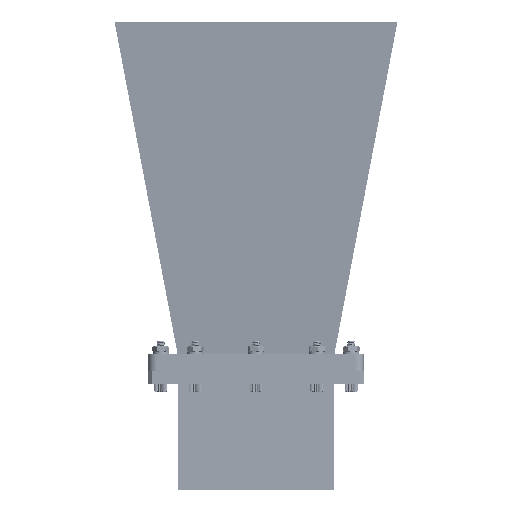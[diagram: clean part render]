
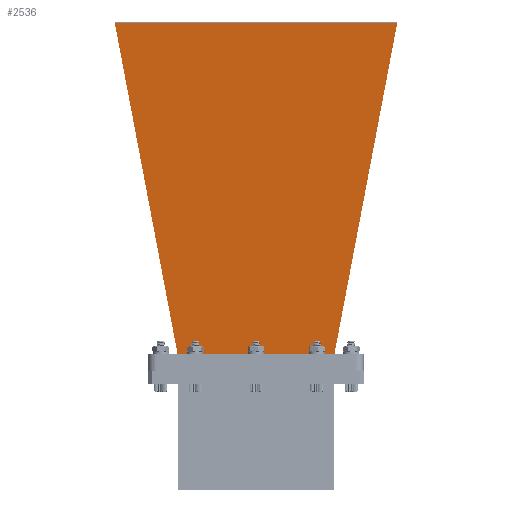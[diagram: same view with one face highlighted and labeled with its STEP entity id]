
A CAD part, front view. The second image highlights one B-rep face of the part: STEP entity #2536.
In plain terms, the highlighted face is planar.
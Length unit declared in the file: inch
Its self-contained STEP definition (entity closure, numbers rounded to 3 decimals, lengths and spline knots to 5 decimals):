
#495 = CARTESIAN_POINT ( 'NONE',  ( -4.15137, 10.23045, 2.12346 ) ) ;
#966 = CARTESIAN_POINT ( 'NONE',  ( 13.30541, 10.23045, 2.12346 ) ) ;
#1478 = ORIENTED_EDGE ( 'NONE', *, *, #5670, .T. ) ;
#1576 = LINE ( 'NONE', #4118, #1698 ) ;
#1698 = VECTOR ( 'NONE', #6976, 39.37008 ) ;
#2536 = ADVANCED_FACE ( 'NONE', ( #12532 ), #16383, .F. ) ;
#2706 = DIRECTION ( 'NONE',  ( 0.186, 0.978, 0.093 ) ) ;
#3035 = VERTEX_POINT ( 'NONE', #495 ) ;
#3201 = LINE ( 'NONE', #12416, #13369 ) ;
#4118 = CARTESIAN_POINT ( 'NONE',  ( 13.30541, 10.23045, 2.12346 ) ) ;
#4590 = DIRECTION ( 'NONE',  ( 0., 0.094, -0.996 ) ) ;
#4665 = EDGE_CURVE ( 'NONE', #3035, #9974, #3201, .T. ) ;
#4896 = CARTESIAN_POINT ( 'NONE',  ( -2.305, 0.5, 1.20151 ) ) ;
#5670 = EDGE_CURVE ( 'NONE', #8549, #15036, #15507, .T. ) ;
#5691 = CARTESIAN_POINT ( 'NONE',  ( 4.15137, 10.23045, 2.12346 ) ) ;
#6044 = ORIENTED_EDGE ( 'NONE', *, *, #10216, .T. ) ;
#6976 = DIRECTION ( 'NONE',  ( -1., 0., 0. ) ) ;
#7207 = DIRECTION ( 'NONE',  ( 0., 0.996, 0.094 ) ) ;
#8549 = VERTEX_POINT ( 'NONE', #15667 ) ;
#9806 = LINE ( 'NONE', #14938, #10192 ) ;
#9974 = VERTEX_POINT ( 'NONE', #4896 ) ;
#9981 = DIRECTION ( 'NONE',  ( 1., 0., 0. ) ) ;
#10192 = VECTOR ( 'NONE', #9981, 39.37008 ) ;
#10216 = EDGE_CURVE ( 'NONE', #15036, #3035, #1576, .T. ) ;
#10466 = AXIS2_PLACEMENT_3D ( 'NONE', #966, #4590, #7207 ) ;
#11661 = CARTESIAN_POINT ( 'NONE',  ( 4.46678, 11.89267, 2.28095 ) ) ;
#11912 = VECTOR ( 'NONE', #2706, 39.37008 ) ;
#12416 = CARTESIAN_POINT ( 'NONE',  ( -4.46678, 11.89267, 2.28095 ) ) ;
#12532 = FACE_OUTER_BOUND ( 'NONE', #13089, .T. ) ;
#12898 = ORIENTED_EDGE ( 'NONE', *, *, #4665, .T. ) ;
#12983 = ORIENTED_EDGE ( 'NONE', *, *, #14033, .T. ) ;
#13089 = EDGE_LOOP ( 'NONE', ( #6044, #12898, #12983, #1478 ) ) ;
#13369 = VECTOR ( 'NONE', #13502, 39.37008 ) ;
#13502 = DIRECTION ( 'NONE',  ( 0.186, -0.978, -0.093 ) ) ;
#14033 = EDGE_CURVE ( 'NONE', #9974, #8549, #9806, .T. ) ;
#14938 = CARTESIAN_POINT ( 'NONE',  ( -4.71888, 0.5, 1.20151 ) ) ;
#15036 = VERTEX_POINT ( 'NONE', #5691 ) ;
#15507 = LINE ( 'NONE', #11661, #11912 ) ;
#15667 = CARTESIAN_POINT ( 'NONE',  ( 2.305, 0.5, 1.20151 ) ) ;
#16383 = PLANE ( 'NONE',  #10466 ) ;
